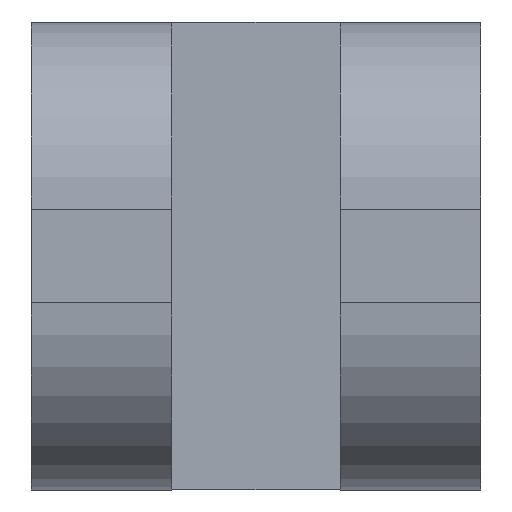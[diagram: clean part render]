
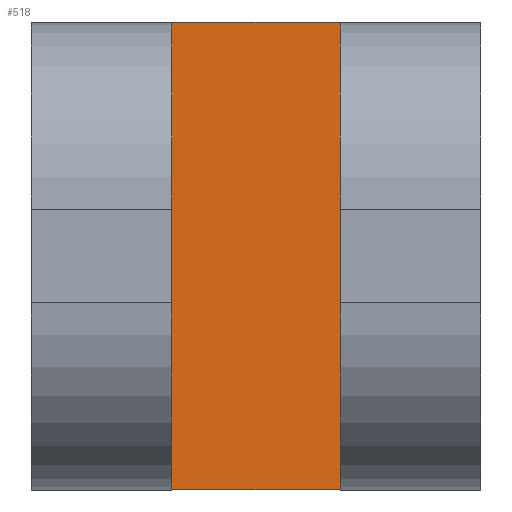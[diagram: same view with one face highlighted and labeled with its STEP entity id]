
A CAD part, front view. The second image highlights one B-rep face of the part: STEP entity #518.
In plain terms, the highlighted planar face has unit normal (0, -1, 0).
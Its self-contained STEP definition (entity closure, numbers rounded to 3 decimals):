
#38=PLANE('',#583);
#62=FACE_OUTER_BOUND('',#96,.T.);
#96=EDGE_LOOP('',(#465,#466,#467,#468));
#110=LINE('',#774,#158);
#126=LINE('',#816,#174);
#136=LINE('',#847,#184);
#140=LINE('',#861,#188);
#158=VECTOR('',#616,10.);
#174=VECTOR('',#650,10.);
#184=VECTOR('',#682,10.);
#188=VECTOR('',#698,10.);
#232=VERTEX_POINT('',#771);
#233=VERTEX_POINT('',#773);
#249=VERTEX_POINT('',#813);
#250=VERTEX_POINT('',#815);
#282=EDGE_CURVE('',#232,#233,#110,.T.);
#303=EDGE_CURVE('',#250,#249,#126,.T.);
#320=EDGE_CURVE('',#233,#249,#136,.T.);
#328=EDGE_CURVE('',#250,#232,#140,.T.);
#465=ORIENTED_EDGE('',*,*,#328,.F.);
#466=ORIENTED_EDGE('',*,*,#303,.T.);
#467=ORIENTED_EDGE('',*,*,#320,.F.);
#468=ORIENTED_EDGE('',*,*,#282,.F.);
#518=ADVANCED_FACE('',(#62),#38,.T.);
#583=AXIS2_PLACEMENT_3D('',#884,#729,#730);
#616=DIRECTION('',(-1.,0.,0.));
#650=DIRECTION('',(-1.,0.,0.));
#682=DIRECTION('',(0.,0.,1.));
#698=DIRECTION('',(0.,0.,-1.));
#729=DIRECTION('center_axis',(0.,-1.,0.));
#730=DIRECTION('ref_axis',(0.,0.,1.));
#771=CARTESIAN_POINT('',(33.4,-1.321,3.65));
#773=CARTESIAN_POINT('',(31.6,-1.321,3.65));
#774=CARTESIAN_POINT('',(33.4,-1.321,3.65));
#813=CARTESIAN_POINT('',(31.6,-1.321,8.65));
#815=CARTESIAN_POINT('',(33.4,-1.321,8.65));
#816=CARTESIAN_POINT('',(33.4,-1.321,8.65));
#847=CARTESIAN_POINT('',(31.6,-1.321,3.65));
#861=CARTESIAN_POINT('',(33.4,-1.321,4.9));
#884=CARTESIAN_POINT('Origin',(33.4,-1.321,3.65));
